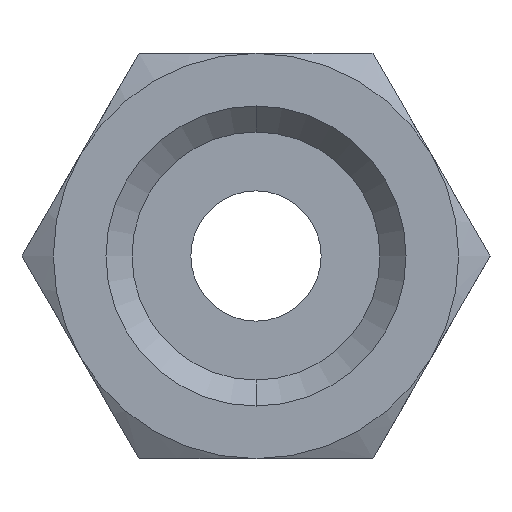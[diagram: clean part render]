
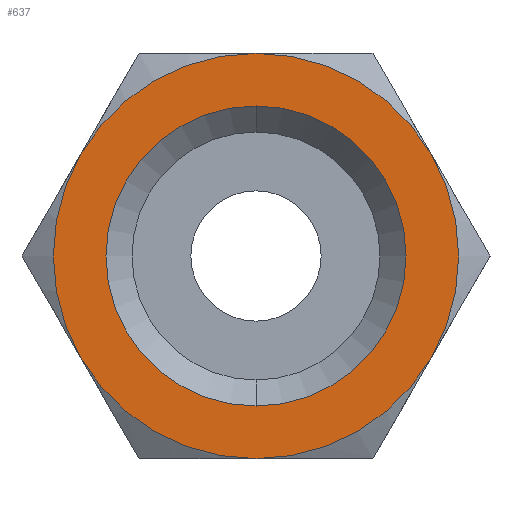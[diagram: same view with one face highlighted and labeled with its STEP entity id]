
A CAD part, front view. The second image highlights one B-rep face of the part: STEP entity #637.
In plain terms, the highlighted planar face has unit normal (0, -1, 0).
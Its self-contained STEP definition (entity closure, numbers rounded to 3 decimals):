
#11 = DIRECTION ( 'NONE',  ( 0., 0., -1. ) ) ;
#12 = VERTEX_POINT ( 'NONE', #1077 ) ;
#30 = DIRECTION ( 'NONE',  ( 0., -1., 0. ) ) ;
#34 = EDGE_LOOP ( 'NONE', ( #140, #76 ) ) ;
#38 = CARTESIAN_POINT ( 'NONE',  ( -6.062, 0., -3.5 ) ) ;
#45 = VERTEX_POINT ( 'NONE', #1568 ) ;
#63 = DIRECTION ( 'NONE',  ( 0., -1., 0. ) ) ;
#76 = ORIENTED_EDGE ( 'NONE', *, *, #950, .F. ) ;
#96 = DIRECTION ( 'NONE',  ( 0., 0., 1. ) ) ;
#136 = DIRECTION ( 'NONE',  ( 0., 0., 1. ) ) ;
#140 = ORIENTED_EDGE ( 'NONE', *, *, #1426, .F. ) ;
#161 = ORIENTED_EDGE ( 'NONE', *, *, #631, .T. ) ;
#203 = AXIS2_PLACEMENT_3D ( 'NONE', #1401, #1155, #671 ) ;
#204 = FACE_BOUND ( 'NONE', #34, .T. ) ;
#215 = CARTESIAN_POINT ( 'NONE',  ( 0., 0., -5.183 ) ) ;
#225 = VERTEX_POINT ( 'NONE', #321 ) ;
#257 = CIRCLE ( 'NONE', #879, 7. ) ;
#278 = CIRCLE ( 'NONE', #396, 7. ) ;
#303 = EDGE_CURVE ( 'NONE', #428, #700, #1529, .T. ) ;
#317 = ORIENTED_EDGE ( 'NONE', *, *, #303, .T. ) ;
#319 = DIRECTION ( 'NONE',  ( 0., -1., 0. ) ) ;
#321 = CARTESIAN_POINT ( 'NONE',  ( 0., 0., 5.183 ) ) ;
#351 = VERTEX_POINT ( 'NONE', #582 ) ;
#396 = AXIS2_PLACEMENT_3D ( 'NONE', #1023, #63, #1140 ) ;
#428 = VERTEX_POINT ( 'NONE', #1416 ) ;
#534 = CARTESIAN_POINT ( 'NONE',  ( 0., 0., 0. ) ) ;
#582 = CARTESIAN_POINT ( 'NONE',  ( 0., 0., 7. ) ) ;
#609 = VERTEX_POINT ( 'NONE', #1001 ) ;
#631 = EDGE_CURVE ( 'NONE', #700, #609, #902, .T. ) ;
#637 = ADVANCED_FACE ( 'NONE', ( #204, #865 ), #1370, .T. ) ;
#657 = DIRECTION ( 'NONE',  ( 0., 0., 1. ) ) ;
#671 = DIRECTION ( 'NONE',  ( 0., 0., -1. ) ) ;
#700 = VERTEX_POINT ( 'NONE', #38 ) ;
#719 = EDGE_CURVE ( 'NONE', #12, #351, #278, .T. ) ;
#737 = CARTESIAN_POINT ( 'NONE',  ( -7.084, 0., 7.084 ) ) ;
#741 = CARTESIAN_POINT ( 'NONE',  ( 0., 0., 0. ) ) ;
#750 = CIRCLE ( 'NONE', #1126, 7. ) ;
#756 = EDGE_CURVE ( 'NONE', #45, #12, #257, .T. ) ;
#775 = DIRECTION ( 'NONE',  ( 0., -1., 0. ) ) ;
#796 = DIRECTION ( 'NONE',  ( 0., 0., 1. ) ) ;
#813 = CARTESIAN_POINT ( 'NONE',  ( 0., 0., 0. ) ) ;
#834 = EDGE_CURVE ( 'NONE', #609, #45, #750, .T. ) ;
#848 = AXIS2_PLACEMENT_3D ( 'NONE', #741, #30, #136 ) ;
#865 = FACE_OUTER_BOUND ( 'NONE', #1406, .T. ) ;
#879 = AXIS2_PLACEMENT_3D ( 'NONE', #534, #1386, #657 ) ;
#885 = CARTESIAN_POINT ( 'NONE',  ( 0., 0., 0. ) ) ;
#902 = CIRCLE ( 'NONE', #848, 7. ) ;
#930 = AXIS2_PLACEMENT_3D ( 'NONE', #965, #1342, #11 ) ;
#932 = AXIS2_PLACEMENT_3D ( 'NONE', #737, #1096, #1118 ) ;
#943 = DIRECTION ( 'NONE',  ( 0., -1., 0. ) ) ;
#950 = EDGE_CURVE ( 'NONE', #225, #972, #973, .T. ) ;
#965 = CARTESIAN_POINT ( 'NONE',  ( 0., 0., 0. ) ) ;
#972 = VERTEX_POINT ( 'NONE', #215 ) ;
#973 = CIRCLE ( 'NONE', #203, 5.183 ) ;
#1001 = CARTESIAN_POINT ( 'NONE',  ( 0., 0., -7. ) ) ;
#1022 = ORIENTED_EDGE ( 'NONE', *, *, #834, .T. ) ;
#1023 = CARTESIAN_POINT ( 'NONE',  ( 0., 0., 0. ) ) ;
#1050 = CARTESIAN_POINT ( 'NONE',  ( 0., 0., 0. ) ) ;
#1077 = CARTESIAN_POINT ( 'NONE',  ( 6.062, 0., 3.5 ) ) ;
#1087 = CIRCLE ( 'NONE', #1575, 7. ) ;
#1096 = DIRECTION ( 'NONE',  ( 0., -1., 0. ) ) ;
#1098 = AXIS2_PLACEMENT_3D ( 'NONE', #813, #943, #96 ) ;
#1118 = DIRECTION ( 'NONE',  ( 0., 0., -1. ) ) ;
#1126 = AXIS2_PLACEMENT_3D ( 'NONE', #1050, #319, #796 ) ;
#1138 = DIRECTION ( 'NONE',  ( 0., 0., 1. ) ) ;
#1140 = DIRECTION ( 'NONE',  ( 0., 0., 1. ) ) ;
#1155 = DIRECTION ( 'NONE',  ( 0., -1., 0. ) ) ;
#1186 = EDGE_CURVE ( 'NONE', #351, #428, #1087, .T. ) ;
#1281 = ORIENTED_EDGE ( 'NONE', *, *, #756, .T. ) ;
#1342 = DIRECTION ( 'NONE',  ( 0., -1., 0. ) ) ;
#1362 = ORIENTED_EDGE ( 'NONE', *, *, #1186, .T. ) ;
#1370 = PLANE ( 'NONE',  #932 ) ;
#1386 = DIRECTION ( 'NONE',  ( 0., -1., 0. ) ) ;
#1401 = CARTESIAN_POINT ( 'NONE',  ( 0., 0., 0. ) ) ;
#1406 = EDGE_LOOP ( 'NONE', ( #317, #161, #1022, #1281, #1542, #1362 ) ) ;
#1416 = CARTESIAN_POINT ( 'NONE',  ( -6.062, 0., 3.5 ) ) ;
#1426 = EDGE_CURVE ( 'NONE', #972, #225, #1489, .T. ) ;
#1489 = CIRCLE ( 'NONE', #930, 5.183 ) ;
#1529 = CIRCLE ( 'NONE', #1098, 7. ) ;
#1542 = ORIENTED_EDGE ( 'NONE', *, *, #719, .T. ) ;
#1568 = CARTESIAN_POINT ( 'NONE',  ( 6.062, 0., -3.5 ) ) ;
#1575 = AXIS2_PLACEMENT_3D ( 'NONE', #885, #775, #1138 ) ;
